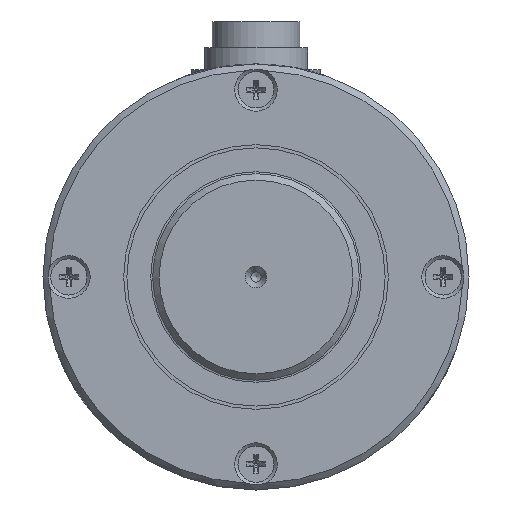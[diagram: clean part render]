
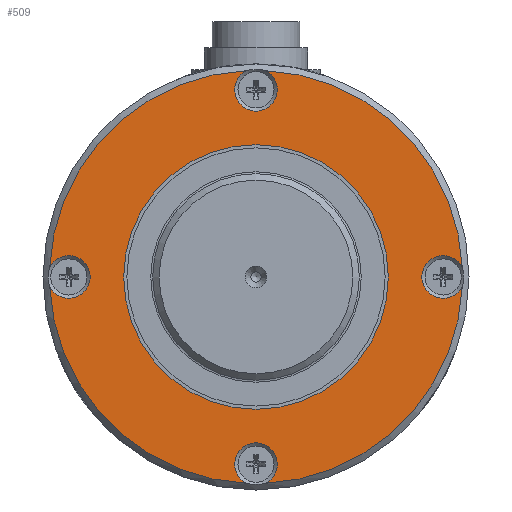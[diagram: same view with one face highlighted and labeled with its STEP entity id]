
A CAD part, front view. The second image highlights one B-rep face of the part: STEP entity #509.
In plain terms, the highlighted face is planar.
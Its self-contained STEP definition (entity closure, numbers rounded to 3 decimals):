
#509 = ADVANCED_FACE( '', ( #1097, #1098 ), #1099, .T. );
#1097 = FACE_OUTER_BOUND( '', #1978, .T. );
#1098 = FACE_BOUND( '', #1979, .T. );
#1099 = PLANE( '', #1980 );
#1978 = EDGE_LOOP( '', ( #2916, #2917, #2918, #2919, #2920, #2921, #2922, #2923 ) );
#1979 = EDGE_LOOP( '', ( #2924 ) );
#1980 = AXIS2_PLACEMENT_3D( '', #2925, #2926, #2927 );
#2916 = ORIENTED_EDGE( '', *, *, #4696, .T. );
#2917 = ORIENTED_EDGE( '', *, *, #4697, .T. );
#2918 = ORIENTED_EDGE( '', *, *, #4698, .T. );
#2919 = ORIENTED_EDGE( '', *, *, #4699, .T. );
#2920 = ORIENTED_EDGE( '', *, *, #4700, .T. );
#2921 = ORIENTED_EDGE( '', *, *, #4701, .T. );
#2922 = ORIENTED_EDGE( '', *, *, #4702, .T. );
#2923 = ORIENTED_EDGE( '', *, *, #4703, .T. );
#2924 = ORIENTED_EDGE( '', *, *, #4704, .T. );
#2925 = CARTESIAN_POINT( '', ( 0., 0., 0. ) );
#2926 = DIRECTION( '', ( -1., 0., 0. ) );
#2927 = DIRECTION( '', ( 0., -1., 0. ) );
#4696 = EDGE_CURVE( '', #5428, #5429, #5430, .T. );
#4697 = EDGE_CURVE( '', #5429, #5431, #5432, .F. );
#4698 = EDGE_CURVE( '', #5431, #5433, #5434, .T. );
#4699 = EDGE_CURVE( '', #5433, #5435, #5436, .F. );
#4700 = EDGE_CURVE( '', #5435, #5437, #5438, .T. );
#4701 = EDGE_CURVE( '', #5437, #5439, #5440, .F. );
#4702 = EDGE_CURVE( '', #5439, #5441, #5442, .T. );
#4703 = EDGE_CURVE( '', #5441, #5428, #5443, .F. );
#4704 = EDGE_CURVE( '', #5444, #5444, #5445, .F. );
#5428 = VERTEX_POINT( '', #6452 );
#5429 = VERTEX_POINT( '', #6453 );
#5430 = CIRCLE( '', #6454, 32. );
#5431 = VERTEX_POINT( '', #6455 );
#5432 = CIRCLE( '', #6456, 3.3 );
#5433 = VERTEX_POINT( '', #6457 );
#5434 = CIRCLE( '', #6458, 32. );
#5435 = VERTEX_POINT( '', #6459 );
#5436 = CIRCLE( '', #6460, 3.3 );
#5437 = VERTEX_POINT( '', #6461 );
#5438 = CIRCLE( '', #6462, 32. );
#5439 = VERTEX_POINT( '', #6463 );
#5440 = CIRCLE( '', #6464, 3.3 );
#5441 = VERTEX_POINT( '', #6465 );
#5442 = CIRCLE( '', #6466, 32. );
#5443 = CIRCLE( '', #6467, 3.3 );
#5444 = VERTEX_POINT( '', #6468 );
#5445 = CIRCLE( '', #6469, 20.5 );
#6452 = CARTESIAN_POINT( '', ( 0., -31.967, 1.444 ) );
#6453 = CARTESIAN_POINT( '', ( 0., -1.444, 31.967 ) );
#6454 = AXIS2_PLACEMENT_3D( '', #8176, #8177, #8178 );
#6455 = CARTESIAN_POINT( '', ( 0., 1.444, 31.967 ) );
#6456 = AXIS2_PLACEMENT_3D( '', #8179, #8180, #8181 );
#6457 = CARTESIAN_POINT( '', ( 0., 31.967, 1.444 ) );
#6458 = AXIS2_PLACEMENT_3D( '', #8182, #8183, #8184 );
#6459 = CARTESIAN_POINT( '', ( 0., 31.967, -1.444 ) );
#6460 = AXIS2_PLACEMENT_3D( '', #8185, #8186, #8187 );
#6461 = CARTESIAN_POINT( '', ( 0., 1.444, -31.967 ) );
#6462 = AXIS2_PLACEMENT_3D( '', #8188, #8189, #8190 );
#6463 = CARTESIAN_POINT( '', ( 0., -1.444, -31.967 ) );
#6464 = AXIS2_PLACEMENT_3D( '', #8191, #8192, #8193 );
#6465 = CARTESIAN_POINT( '', ( 0., -31.967, -1.444 ) );
#6466 = AXIS2_PLACEMENT_3D( '', #8194, #8195, #8196 );
#6467 = AXIS2_PLACEMENT_3D( '', #8197, #8198, #8199 );
#6468 = CARTESIAN_POINT( '', ( 0., -20.5, 0. ) );
#6469 = AXIS2_PLACEMENT_3D( '', #8200, #8201, #8202 );
#8176 = CARTESIAN_POINT( '', ( 0., 0., 0. ) );
#8177 = DIRECTION( '', ( -1., 0., 0. ) );
#8178 = DIRECTION( '', ( 0., -1., 0. ) );
#8179 = CARTESIAN_POINT( '', ( 0., 0., 29. ) );
#8180 = DIRECTION( '', ( -1., 0., 0. ) );
#8181 = DIRECTION( '', ( 0., 0., -1. ) );
#8182 = CARTESIAN_POINT( '', ( 0., 0., 0. ) );
#8183 = DIRECTION( '', ( -1., 0., 0. ) );
#8184 = DIRECTION( '', ( 0., -1., 0. ) );
#8185 = CARTESIAN_POINT( '', ( 0., 29., 0. ) );
#8186 = DIRECTION( '', ( -1., 0., 0. ) );
#8187 = DIRECTION( '', ( 0., -1., 0. ) );
#8188 = CARTESIAN_POINT( '', ( 0., 0., 0. ) );
#8189 = DIRECTION( '', ( -1., 0., 0. ) );
#8190 = DIRECTION( '', ( 0., -1., 0. ) );
#8191 = CARTESIAN_POINT( '', ( 0., 0., -29. ) );
#8192 = DIRECTION( '', ( -1., 0., 0. ) );
#8193 = DIRECTION( '', ( 0., 0., 1. ) );
#8194 = CARTESIAN_POINT( '', ( 0., 0., 0. ) );
#8195 = DIRECTION( '', ( -1., 0., 0. ) );
#8196 = DIRECTION( '', ( 0., -1., 0. ) );
#8197 = CARTESIAN_POINT( '', ( 0., -29., 0. ) );
#8198 = DIRECTION( '', ( -1., 0., 0. ) );
#8199 = DIRECTION( '', ( 0., 1., 0. ) );
#8200 = CARTESIAN_POINT( '', ( 0., 0., 0. ) );
#8201 = DIRECTION( '', ( -1., 0., 0. ) );
#8202 = DIRECTION( '', ( 0., -1., 0. ) );
